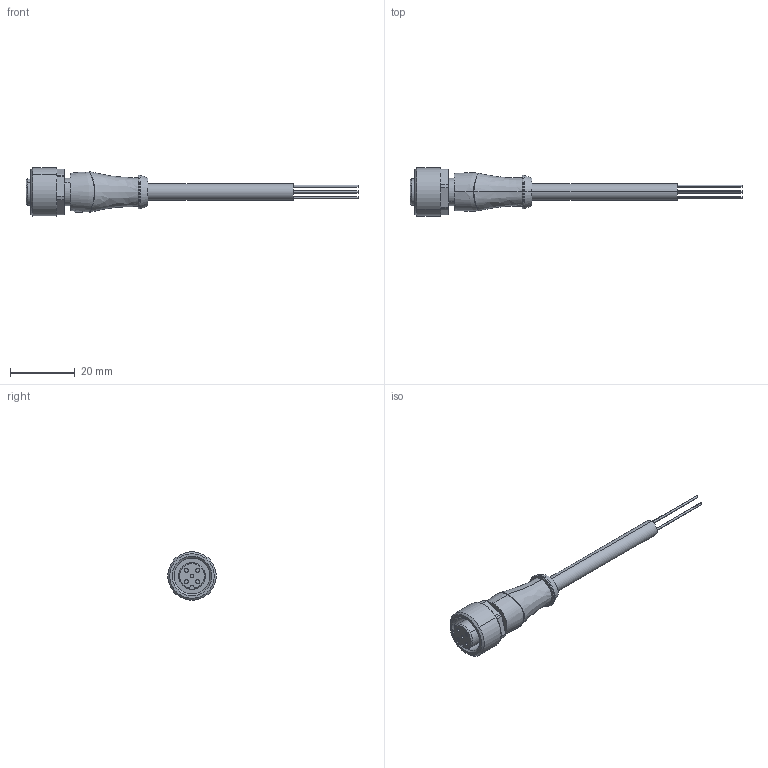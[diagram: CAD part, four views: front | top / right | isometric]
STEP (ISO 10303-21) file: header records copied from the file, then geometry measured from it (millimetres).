
FILE_DESCRIPTION (( 'STEP AP203' ), '1' );
FILE_NAME ('7700-12221-U041000.step', '2025-06-04T18:50:10', ( '' ), ( '' ), 'SwSTEP 2.0', 'SolidWorks 2024', '' );
FILE_SCHEMA (( 'CONFIG_CONTROL_DESIGN' ));
Length unit declared in the file: millimetre
Products named in the file (1): 7700-12221-U041000
Bounding box: 102.7 x 14.94 x 14.94 mm (x, y, z)
Volume: 4576.7 mm3; surface area: 3232.9 mm2
Topology: 1 solids, 1 shells, 110 faces, 255 edges, 163 vertices
Faces by surface type: cylinder 39, plane 36, cone 14, bspline 13, torus 8
Entity records: 5736 total; most frequent: CARTESIAN_POINT 3193, DIRECTION 512, ORIENTED_EDGE 510, EDGE_CURVE 255, AXIS2_PLACEMENT_3D 215, VERTEX_POINT 163, EDGE_LOOP 126, CIRCLE 117
